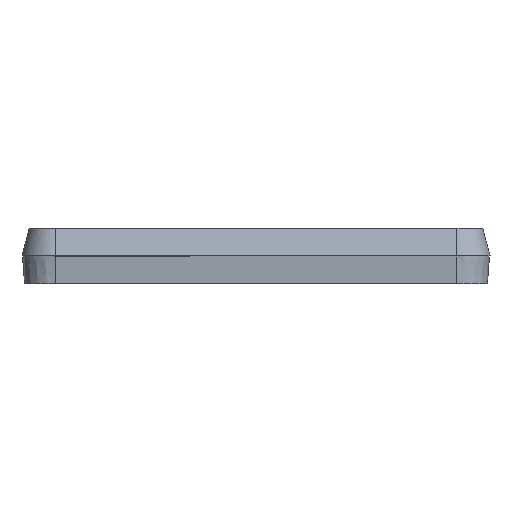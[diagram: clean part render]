
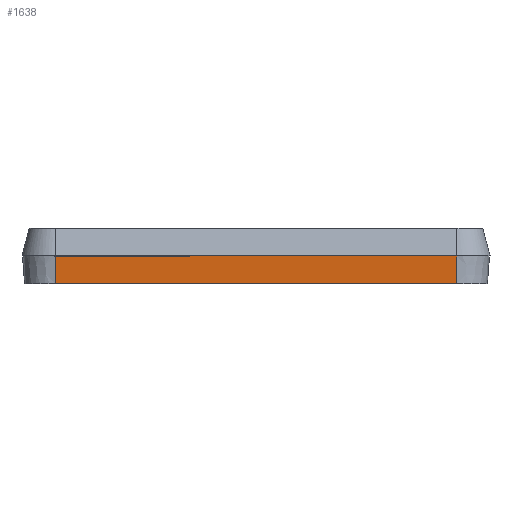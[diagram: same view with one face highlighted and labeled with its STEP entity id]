
A CAD part, front view. The second image highlights one B-rep face of the part: STEP entity #1638.
In plain terms, the highlighted planar face has unit normal (0, -0.998, -0.07).
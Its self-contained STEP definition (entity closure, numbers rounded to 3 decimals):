
#183 = VERTEX_POINT ( 'NONE', #1499 ) ;
#188 = DIRECTION ( 'NONE',  ( 0., 0.07, -0.998 ) ) ;
#191 = LINE ( 'NONE', #2777, #2682 ) ;
#332 = CARTESIAN_POINT ( 'NONE',  ( 36., -41.9, 5. ) ) ;
#346 = LINE ( 'NONE', #1305, #1149 ) ;
#352 = CARTESIAN_POINT ( 'NONE',  ( 36., -41.55, 0. ) ) ;
#461 = LINE ( 'NONE', #800, #3974 ) ;
#673 = VERTEX_POINT ( 'NONE', #3593 ) ;
#786 = CARTESIAN_POINT ( 'NONE',  ( -36., -41.9, 5. ) ) ;
#800 = CARTESIAN_POINT ( 'NONE',  ( 36., -41.9, 5. ) ) ;
#868 = FACE_OUTER_BOUND ( 'NONE', #2183, .T. ) ;
#959 = DIRECTION ( 'NONE',  ( 0., -0.998, -0.07 ) ) ;
#999 = DIRECTION ( 'NONE',  ( -1., 0., 0. ) ) ;
#1149 = VECTOR ( 'NONE', #999, 1000. ) ;
#1305 = CARTESIAN_POINT ( 'NONE',  ( 36., -41.55, 0. ) ) ;
#1362 = ORIENTED_EDGE ( 'NONE', *, *, #2360, .F. ) ;
#1499 = CARTESIAN_POINT ( 'NONE',  ( 36., -41.9, 5. ) ) ;
#1614 = LINE ( 'NONE', #332, #2014 ) ;
#1638 = ADVANCED_FACE ( 'NONE', ( #868 ), #4078, .T. ) ;
#1691 = EDGE_CURVE ( 'NONE', #183, #2617, #1614, .T. ) ;
#1743 = DIRECTION ( 'NONE',  ( 0., 0.07, -0.998 ) ) ;
#1950 = EDGE_CURVE ( 'NONE', #183, #2503, #461, .T. ) ;
#2014 = VECTOR ( 'NONE', #2579, 1000. ) ;
#2132 = DIRECTION ( 'NONE',  ( 0., 0.07, -0.998 ) ) ;
#2183 = EDGE_LOOP ( 'NONE', ( #1362, #2261, #3089, #3237 ) ) ;
#2261 = ORIENTED_EDGE ( 'NONE', *, *, #1950, .F. ) ;
#2351 = AXIS2_PLACEMENT_3D ( 'NONE', #3764, #959, #1743 ) ;
#2360 = EDGE_CURVE ( 'NONE', #2503, #673, #346, .T. ) ;
#2503 = VERTEX_POINT ( 'NONE', #352 ) ;
#2579 = DIRECTION ( 'NONE',  ( -1., 0., 0. ) ) ;
#2617 = VERTEX_POINT ( 'NONE', #786 ) ;
#2682 = VECTOR ( 'NONE', #2132, 1000. ) ;
#2777 = CARTESIAN_POINT ( 'NONE',  ( -36., -41.9, 5. ) ) ;
#2962 = EDGE_CURVE ( 'NONE', #2617, #673, #191, .T. ) ;
#3089 = ORIENTED_EDGE ( 'NONE', *, *, #1691, .T. ) ;
#3237 = ORIENTED_EDGE ( 'NONE', *, *, #2962, .T. ) ;
#3593 = CARTESIAN_POINT ( 'NONE',  ( -36., -41.55, 0. ) ) ;
#3764 = CARTESIAN_POINT ( 'NONE',  ( 0., -41.9, 5. ) ) ;
#3974 = VECTOR ( 'NONE', #188, 1000. ) ;
#4078 = PLANE ( 'NONE',  #2351 ) ;
